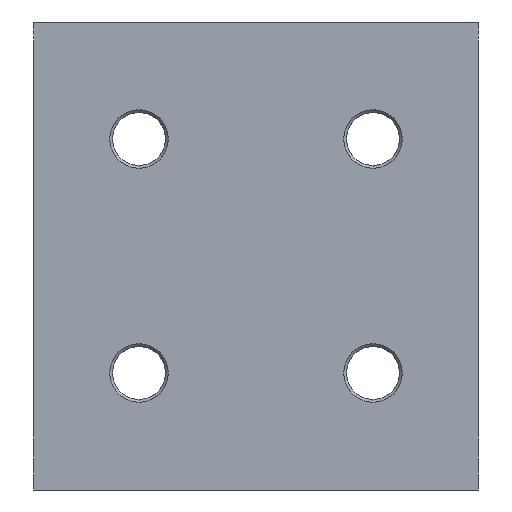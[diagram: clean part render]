
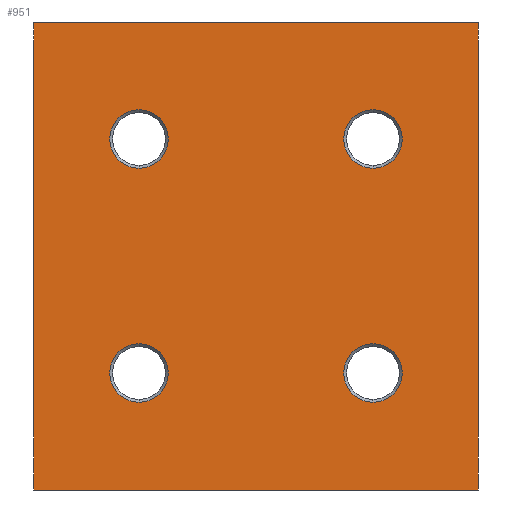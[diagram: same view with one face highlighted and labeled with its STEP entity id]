
A CAD part, front view. The second image highlights one B-rep face of the part: STEP entity #951.
In plain terms, the highlighted planar face has unit normal (0, -1, 0).
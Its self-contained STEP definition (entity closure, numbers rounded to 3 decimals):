
#7 = CIRCLE ( 'NONE', #1214, 5. ) ;
#43 = ORIENTED_EDGE ( 'NONE', *, *, #733, .T. ) ;
#94 = VERTEX_POINT ( 'NONE', #497 ) ;
#96 = CARTESIAN_POINT ( 'NONE',  ( -20., 0., 65. ) ) ;
#98 = DIRECTION ( 'NONE',  ( 0., 0., -1. ) ) ;
#154 = LINE ( 'NONE', #626, #1580 ) ;
#155 = DIRECTION ( 'NONE',  ( 0., 1., 0. ) ) ;
#164 = CARTESIAN_POINT ( 'NONE',  ( 38., 0., 80. ) ) ;
#193 = FACE_BOUND ( 'NONE', #252, .T. ) ;
#214 = CIRCLE ( 'NONE', #1303, 5. ) ;
#236 = DIRECTION ( 'NONE',  ( 0., 1., 0. ) ) ;
#252 = EDGE_LOOP ( 'NONE', ( #565, #43 ) ) ;
#270 = EDGE_LOOP ( 'NONE', ( #1228, #1492 ) ) ;
#283 = DIRECTION ( 'NONE',  ( 0., 0., 1. ) ) ;
#298 = CARTESIAN_POINT ( 'NONE',  ( 20., 0., 20. ) ) ;
#302 = CARTESIAN_POINT ( 'NONE',  ( -20., 0., 20. ) ) ;
#319 = CIRCLE ( 'NONE', #1508, 5. ) ;
#330 = CARTESIAN_POINT ( 'NONE',  ( 20., 0., 65. ) ) ;
#332 = ORIENTED_EDGE ( 'NONE', *, *, #945, .T. ) ;
#363 = DIRECTION ( 'NONE',  ( -1., 0., 0. ) ) ;
#365 = VECTOR ( 'NONE', #957, 1000. ) ;
#366 = CARTESIAN_POINT ( 'NONE',  ( -38., 0., 80. ) ) ;
#367 = DIRECTION ( 'NONE',  ( 0., 1., 0. ) ) ;
#397 = VERTEX_POINT ( 'NONE', #1191 ) ;
#431 = DIRECTION ( 'NONE',  ( 0., 0., 1. ) ) ;
#438 = DIRECTION ( 'NONE',  ( 0., 0., 1. ) ) ;
#479 = VERTEX_POINT ( 'NONE', #1071 ) ;
#497 = CARTESIAN_POINT ( 'NONE',  ( 38., 0., 0. ) ) ;
#504 = EDGE_LOOP ( 'NONE', ( #1510, #332 ) ) ;
#511 = CIRCLE ( 'NONE', #1442, 5. ) ;
#545 = FACE_BOUND ( 'NONE', #1572, .T. ) ;
#546 = DIRECTION ( 'NONE',  ( 0., 1., 0. ) ) ;
#564 = DIRECTION ( 'NONE',  ( 0., 0., 1. ) ) ;
#565 = ORIENTED_EDGE ( 'NONE', *, *, #1239, .T. ) ;
#567 = DIRECTION ( 'NONE',  ( 0., 1., 0. ) ) ;
#577 = CARTESIAN_POINT ( 'NONE',  ( 20., 0., 60. ) ) ;
#585 = ORIENTED_EDGE ( 'NONE', *, *, #895, .F. ) ;
#626 = CARTESIAN_POINT ( 'NONE',  ( 38., 0., 80. ) ) ;
#638 = VERTEX_POINT ( 'NONE', #1362 ) ;
#671 = LINE ( 'NONE', #1653, #365 ) ;
#694 = PLANE ( 'NONE',  #1439 ) ;
#711 = DIRECTION ( 'NONE',  ( 0., 0., 1. ) ) ;
#716 = CARTESIAN_POINT ( 'NONE',  ( 38., 0., 0. ) ) ;
#725 = CARTESIAN_POINT ( 'NONE',  ( 20., 0., 25. ) ) ;
#733 = EDGE_CURVE ( 'NONE', #1472, #479, #1698, .T. ) ;
#738 = EDGE_CURVE ( 'NONE', #1035, #1449, #960, .T. ) ;
#747 = CARTESIAN_POINT ( 'NONE',  ( -20., 0., 15. ) ) ;
#766 = CARTESIAN_POINT ( 'NONE',  ( -38., 0., 0. ) ) ;
#778 = LINE ( 'NONE', #716, #1534 ) ;
#779 = EDGE_LOOP ( 'NONE', ( #1684, #1026, #585, #1530 ) ) ;
#859 = DIRECTION ( 'NONE',  ( -1., 0., 0. ) ) ;
#895 = EDGE_CURVE ( 'NONE', #397, #94, #671, .T. ) ;
#906 = EDGE_CURVE ( 'NONE', #1375, #1395, #319, .T. ) ;
#917 = FACE_BOUND ( 'NONE', #504, .T. ) ;
#933 = CARTESIAN_POINT ( 'NONE',  ( 20., 0., 60. ) ) ;
#945 = EDGE_CURVE ( 'NONE', #1335, #1437, #1652, .T. ) ;
#951 = ADVANCED_FACE ( 'NONE', ( #193, #545, #917, #1620, #1241 ), #694, .F. ) ;
#957 = DIRECTION ( 'NONE',  ( 0., 0., -1. ) ) ;
#958 = EDGE_CURVE ( 'NONE', #1395, #1375, #511, .T. ) ;
#960 = LINE ( 'NONE', #366, #1743 ) ;
#963 = CARTESIAN_POINT ( 'NONE',  ( -20., 0., 20. ) ) ;
#988 = EDGE_CURVE ( 'NONE', #1437, #1335, #1453, .T. ) ;
#1026 = ORIENTED_EDGE ( 'NONE', *, *, #1283, .F. ) ;
#1035 = VERTEX_POINT ( 'NONE', #1197 ) ;
#1048 = CARTESIAN_POINT ( 'NONE',  ( -20., 0., 60. ) ) ;
#1071 = CARTESIAN_POINT ( 'NONE',  ( -20., 0., 55. ) ) ;
#1088 = EDGE_CURVE ( 'NONE', #1354, #638, #214, .T. ) ;
#1094 = AXIS2_PLACEMENT_3D ( 'NONE', #1412, #567, #1553 ) ;
#1102 = DIRECTION ( 'NONE',  ( 0., 0., 1. ) ) ;
#1159 = CARTESIAN_POINT ( 'NONE',  ( -20., 0., 25. ) ) ;
#1180 = EDGE_CURVE ( 'NONE', #638, #1354, #7, .T. ) ;
#1182 = ORIENTED_EDGE ( 'NONE', *, *, #1180, .T. ) ;
#1185 = CARTESIAN_POINT ( 'NONE',  ( 20., 0., 20. ) ) ;
#1191 = CARTESIAN_POINT ( 'NONE',  ( 38., 0., 80. ) ) ;
#1197 = CARTESIAN_POINT ( 'NONE',  ( -38., 0., 80. ) ) ;
#1214 = AXIS2_PLACEMENT_3D ( 'NONE', #577, #1561, #711 ) ;
#1228 = ORIENTED_EDGE ( 'NONE', *, *, #958, .T. ) ;
#1239 = EDGE_CURVE ( 'NONE', #479, #1472, #1650, .T. ) ;
#1241 = FACE_OUTER_BOUND ( 'NONE', #779, .T. ) ;
#1260 = DIRECTION ( 'NONE',  ( 0., 1., 0. ) ) ;
#1269 = DIRECTION ( 'NONE',  ( 0., 1., 0. ) ) ;
#1283 = EDGE_CURVE ( 'NONE', #94, #1449, #778, .T. ) ;
#1303 = AXIS2_PLACEMENT_3D ( 'NONE', #933, #546, #1532 ) ;
#1332 = DIRECTION ( 'NONE',  ( 0., 0., 1. ) ) ;
#1335 = VERTEX_POINT ( 'NONE', #725 ) ;
#1346 = ORIENTED_EDGE ( 'NONE', *, *, #1088, .T. ) ;
#1354 = VERTEX_POINT ( 'NONE', #330 ) ;
#1362 = CARTESIAN_POINT ( 'NONE',  ( 20., 0., 55. ) ) ;
#1375 = VERTEX_POINT ( 'NONE', #1159 ) ;
#1381 = AXIS2_PLACEMENT_3D ( 'NONE', #1185, #367, #1332 ) ;
#1395 = VERTEX_POINT ( 'NONE', #747 ) ;
#1410 = DIRECTION ( 'NONE',  ( 0., 1., 0. ) ) ;
#1412 = CARTESIAN_POINT ( 'NONE',  ( -20., 0., 60. ) ) ;
#1437 = VERTEX_POINT ( 'NONE', #1728 ) ;
#1439 = AXIS2_PLACEMENT_3D ( 'NONE', #164, #1410, #564 ) ;
#1442 = AXIS2_PLACEMENT_3D ( 'NONE', #302, #1269, #438 ) ;
#1449 = VERTEX_POINT ( 'NONE', #766 ) ;
#1453 = CIRCLE ( 'NONE', #1381, 5. ) ;
#1459 = EDGE_CURVE ( 'NONE', #397, #1035, #154, .T. ) ;
#1472 = VERTEX_POINT ( 'NONE', #96 ) ;
#1475 = AXIS2_PLACEMENT_3D ( 'NONE', #298, #1260, #431 ) ;
#1492 = ORIENTED_EDGE ( 'NONE', *, *, #906, .T. ) ;
#1508 = AXIS2_PLACEMENT_3D ( 'NONE', #963, #155, #1102 ) ;
#1510 = ORIENTED_EDGE ( 'NONE', *, *, #988, .T. ) ;
#1530 = ORIENTED_EDGE ( 'NONE', *, *, #1459, .T. ) ;
#1532 = DIRECTION ( 'NONE',  ( 0., 0., 1. ) ) ;
#1534 = VECTOR ( 'NONE', #859, 1000. ) ;
#1553 = DIRECTION ( 'NONE',  ( 0., 0., 1. ) ) ;
#1561 = DIRECTION ( 'NONE',  ( 0., 1., 0. ) ) ;
#1572 = EDGE_LOOP ( 'NONE', ( #1182, #1346 ) ) ;
#1580 = VECTOR ( 'NONE', #363, 1000. ) ;
#1620 = FACE_BOUND ( 'NONE', #270, .T. ) ;
#1642 = AXIS2_PLACEMENT_3D ( 'NONE', #1048, #236, #283 ) ;
#1650 = CIRCLE ( 'NONE', #1094, 5. ) ;
#1652 = CIRCLE ( 'NONE', #1475, 5. ) ;
#1653 = CARTESIAN_POINT ( 'NONE',  ( 38., 0., 80. ) ) ;
#1684 = ORIENTED_EDGE ( 'NONE', *, *, #738, .T. ) ;
#1698 = CIRCLE ( 'NONE', #1642, 5. ) ;
#1728 = CARTESIAN_POINT ( 'NONE',  ( 20., 0., 15. ) ) ;
#1743 = VECTOR ( 'NONE', #98, 1000. ) ;
